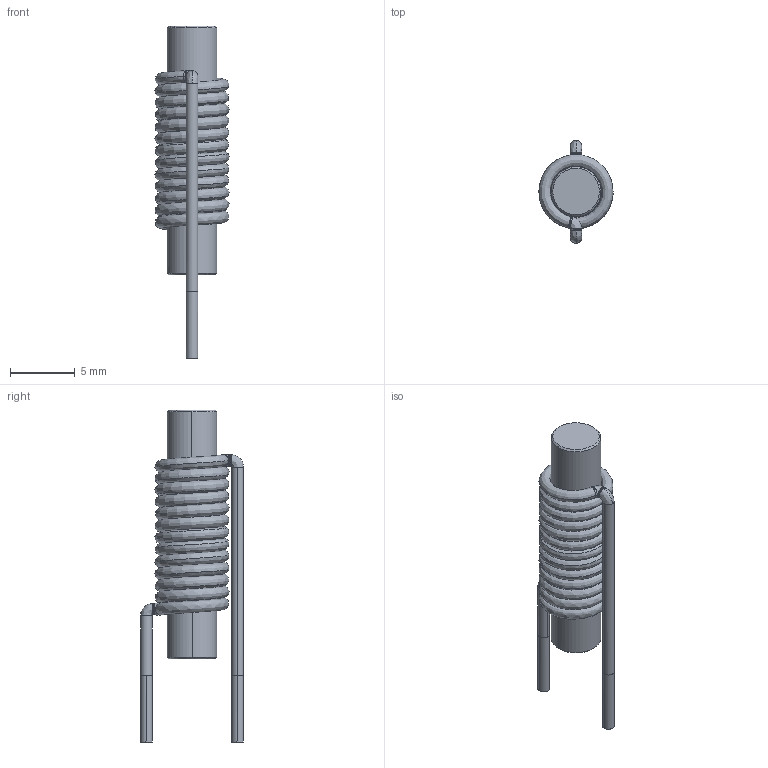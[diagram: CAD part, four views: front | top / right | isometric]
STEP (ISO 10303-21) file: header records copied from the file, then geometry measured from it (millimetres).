
FILE_DESCRIPTION(('FreeCAD Model'),'2;1');
FILE_NAME('Open CASCADE Shape Model','2025-04-26T04:30:41',('FreeCAD'),( 'FreeCAD'),'Open CASCADE STEP processor 7.6','FreeCAD','Unknown');
FILE_SCHEMA(('AUTOMOTIVE_DESIGN { 1 0 10303 214 1 1 1 1 }'));
Products named in the file (1): Open CASCADE STEP translator 7.6 1
Bounding box: 5.71 x 7.93 x 25.57 mm (x, y, z)
Volume: 362.3 mm3; surface area: 889.1 mm2
Topology: 8 solids, 8 shells, 52 faces, 92 edges, 56 vertices
Faces by surface type: bspline 52
Entity records: 35936 total; most frequent: CARTESIAN_POINT 35373, ORIENTED_EDGE 184, EDGE_CURVE 92, VERTEX_POINT 56, ADVANCED_FACE 52, FACE_BOUND 52, EDGE_LOOP 52, B_SPLINE_CURVE_WITH_KNOTS 28
